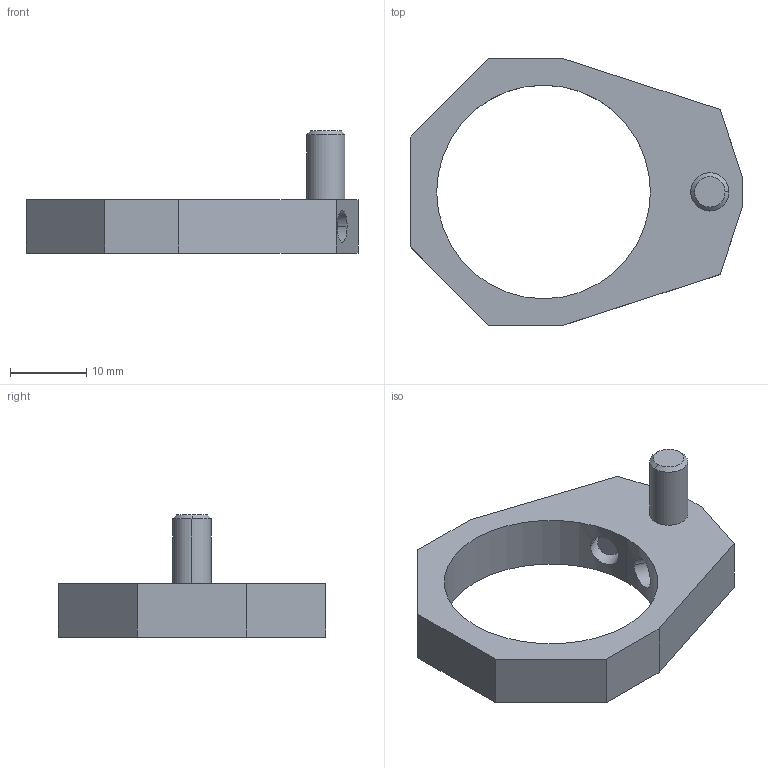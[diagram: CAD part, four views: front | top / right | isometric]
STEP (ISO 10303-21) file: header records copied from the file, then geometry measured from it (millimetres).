
FILE_DESCRIPTION(('STEP AP214'),'1');
FILE_NAME('HALDERN_EH_23310_0350.stp','2015-05-04T09:25:19',('TraceParts'),('TraceParts S.A.'),'Spatial InterOp 3D',' ',' ');
FILE_SCHEMA(('automotive_design'));
Length unit declared in the file: millimetre
Products named in the file (1): 1
Bounding box: 43.5 x 35 x 16 mm (x, y, z)
Volume: 4245.2 mm3; surface area: 3045.4 mm2
Topology: 1 solids, 1 shells, 60 faces, 140 edges, 86 vertices
Faces by surface type: plane 30, cylinder 18, cone 12
Entity records: 2284 total; most frequent: CARTESIAN_POINT 439, DIRECTION 278, ORIENTED_EDGE 272, EDGE_CURVE 136, AXIS2_PLACEMENT_3D 97, VERTEX_POINT 86, LINE 84, VECTOR 84
